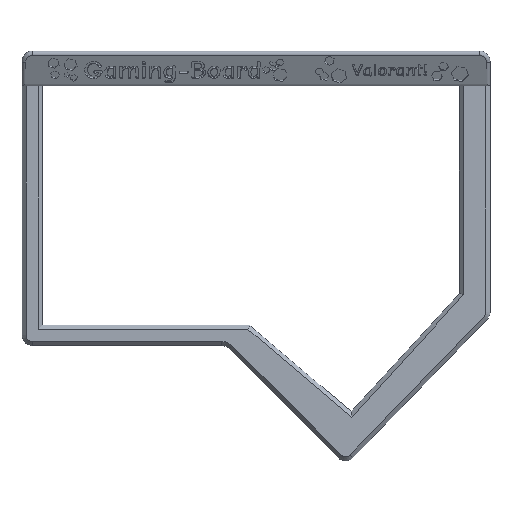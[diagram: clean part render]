
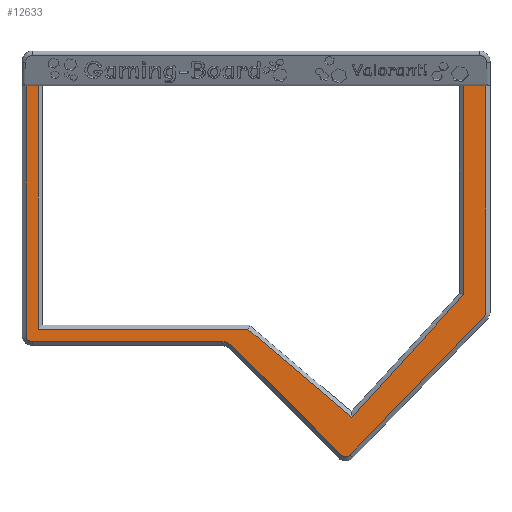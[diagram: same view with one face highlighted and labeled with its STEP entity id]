
A CAD part, front view. The second image highlights one B-rep face of the part: STEP entity #12633.
In plain terms, the highlighted planar face has unit normal (0, -1, 0).
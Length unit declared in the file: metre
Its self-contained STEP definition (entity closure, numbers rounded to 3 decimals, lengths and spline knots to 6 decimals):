
#1124=CIRCLE('',#13544,0.003);
#1125=CIRCLE('',#13545,0.003);
#1126=CIRCLE('',#13546,0.007);
#1127=CIRCLE('',#13547,0.003);
#1926=ORIENTED_EDGE('',*,*,#5908,.T.);
#1927=ORIENTED_EDGE('',*,*,#5909,.T.);
#1928=ORIENTED_EDGE('',*,*,#5910,.T.);
#1929=ORIENTED_EDGE('',*,*,#5911,.T.);
#1930=ORIENTED_EDGE('',*,*,#5912,.T.);
#1931=ORIENTED_EDGE('',*,*,#5913,.T.);
#1932=ORIENTED_EDGE('',*,*,#5914,.T.);
#1933=ORIENTED_EDGE('',*,*,#5915,.T.);
#1934=ORIENTED_EDGE('',*,*,#5916,.T.);
#1935=ORIENTED_EDGE('',*,*,#5917,.T.);
#1936=ORIENTED_EDGE('',*,*,#5918,.T.);
#1937=ORIENTED_EDGE('',*,*,#5919,.T.);
#1938=ORIENTED_EDGE('',*,*,#5920,.T.);
#1939=ORIENTED_EDGE('',*,*,#5921,.T.);
#1940=ORIENTED_EDGE('',*,*,#5922,.T.);
#1941=ORIENTED_EDGE('',*,*,#5923,.T.);
#5908=EDGE_CURVE('',#7899,#7900,#1124,.T.);
#5909=EDGE_CURVE('',#7900,#7901,#8857,.T.);
#5910=EDGE_CURVE('',#7901,#7902,#8858,.T.);
#5911=EDGE_CURVE('',#7902,#7903,#8859,.T.);
#5912=EDGE_CURVE('',#7903,#7904,#8860,.T.);
#5913=EDGE_CURVE('',#7904,#7905,#8861,.T.);
#5914=EDGE_CURVE('',#7905,#7906,#8862,.T.);
#5915=EDGE_CURVE('',#7906,#7907,#8863,.T.);
#5916=EDGE_CURVE('',#7907,#7908,#8864,.T.);
#5917=EDGE_CURVE('',#7908,#7909,#8865,.T.);
#5918=EDGE_CURVE('',#7909,#7910,#1125,.T.);
#5919=EDGE_CURVE('',#7910,#7911,#8866,.T.);
#5920=EDGE_CURVE('',#7911,#7912,#1126,.F.);
#5921=EDGE_CURVE('',#7912,#7913,#8867,.T.);
#5922=EDGE_CURVE('',#7913,#7914,#1127,.T.);
#5923=EDGE_CURVE('',#7914,#7899,#8868,.T.);
#7899=VERTEX_POINT('',#18686);
#7900=VERTEX_POINT('',#18687);
#7901=VERTEX_POINT('',#18689);
#7902=VERTEX_POINT('',#18691);
#7903=VERTEX_POINT('',#18693);
#7904=VERTEX_POINT('',#18695);
#7905=VERTEX_POINT('',#18697);
#7906=VERTEX_POINT('',#18699);
#7907=VERTEX_POINT('',#18701);
#7908=VERTEX_POINT('',#18703);
#7909=VERTEX_POINT('',#18705);
#7910=VERTEX_POINT('',#18707);
#7911=VERTEX_POINT('',#18709);
#7912=VERTEX_POINT('',#18711);
#7913=VERTEX_POINT('',#18713);
#7914=VERTEX_POINT('',#18715);
#8857=LINE('',#18688,#9934);
#8858=LINE('',#18690,#9935);
#8859=LINE('',#18692,#9936);
#8860=LINE('',#18694,#9937);
#8861=LINE('',#18696,#9938);
#8862=LINE('',#18698,#9939);
#8863=LINE('',#18700,#9940);
#8864=LINE('',#18702,#9941);
#8865=LINE('',#18704,#9942);
#8866=LINE('',#18708,#9943);
#8867=LINE('',#18712,#9944);
#8868=LINE('',#18716,#9945);
#9934=VECTOR('',#14833,1.);
#9935=VECTOR('',#14834,1.);
#9936=VECTOR('',#14835,1.);
#9937=VECTOR('',#14836,1.);
#9938=VECTOR('',#14837,1.);
#9939=VECTOR('',#14838,1.);
#9940=VECTOR('',#14839,1.);
#9941=VECTOR('',#14840,1.);
#9942=VECTOR('',#14841,1.);
#9943=VECTOR('',#14844,1.);
#9944=VECTOR('',#14847,1.);
#9945=VECTOR('',#14850,1.);
#10875=EDGE_LOOP('',(#1926,#1927,#1928,#1929,#1930,#1931,#1932,#1933,#1934,
#1935,#1936,#1937,#1938,#1939,#1940,#1941));
#11644=FACE_BOUND('',#10875,.T.);
#12374=PLANE('',#13543);
#12633=ADVANCED_FACE('',(#11644),#12374,.T.);
#13543=AXIS2_PLACEMENT_3D('',#18684,#14829,#14830);
#13544=AXIS2_PLACEMENT_3D('',#18685,#14831,#14832);
#13545=AXIS2_PLACEMENT_3D('',#18706,#14842,#14843);
#13546=AXIS2_PLACEMENT_3D('',#18710,#14845,#14846);
#13547=AXIS2_PLACEMENT_3D('',#18714,#14848,#14849);
#14829=DIRECTION('',(0.,-1.,0.));
#14830=DIRECTION('',(1.,0.,0.));
#14831=DIRECTION('',(0.,-1.,0.));
#14832=DIRECTION('',(0.,0.,-1.));
#14833=DIRECTION('',(0.,0.,1.));
#14834=DIRECTION('',(-1.,0.,0.));
#14835=DIRECTION('',(0.,0.,-1.));
#14836=DIRECTION('',(-0.676,0.,-0.737));
#14837=DIRECTION('',(-0.763,0.,0.647));
#14838=DIRECTION('',(-1.,0.,0.));
#14839=DIRECTION('',(0.,0.,1.));
#14840=DIRECTION('',(-1.,0.,0.));
#14841=DIRECTION('',(0.,0.,-1.));
#14842=DIRECTION('',(0.,-1.,0.));
#14843=DIRECTION('',(0.,0.,-1.));
#14844=DIRECTION('',(1.,0.,0.));
#14845=DIRECTION('',(0.,-1.,0.));
#14846=DIRECTION('',(0.,0.,-1.));
#14847=DIRECTION('',(0.707,0.,-0.707));
#14848=DIRECTION('',(0.,-1.,0.));
#14849=DIRECTION('',(0.,0.,-1.));
#14850=DIRECTION('',(0.696,0.,0.718));
#18684=CARTESIAN_POINT('',(-0.027415,-0.006,-0.004778));
#18685=CARTESIAN_POINT('',(0.082648,-0.006,-0.031357));
#18686=CARTESIAN_POINT('',(0.084803,-0.006,-0.033445));
#18687=CARTESIAN_POINT('',(0.085648,-0.006,-0.031357));
#18688=CARTESIAN_POINT('',(0.085648,-0.006,-0.004778));
#18689=CARTESIAN_POINT('',(0.085648,-0.006,0.080005));
#18690=CARTESIAN_POINT('',(0.087648,-0.006,0.080005));
#18691=CARTESIAN_POINT('',(0.074648,-0.006,0.080005));
#18692=CARTESIAN_POINT('',(0.074648,-0.006,-0.02209));
#18693=CARTESIAN_POINT('',(0.074648,-0.006,-0.022868));
#18694=CARTESIAN_POINT('',(0.020886,-0.006,-0.081532));
#18695=CARTESIAN_POINT('',(0.019586,-0.006,-0.08295));
#18696=CARTESIAN_POINT('',(-0.046322,-0.006,-0.027083));
#18697=CARTESIAN_POINT('',(-0.031368,-0.006,-0.039759));
#18698=CARTESIAN_POINT('',(-0.132477,-0.006,-0.039759));
#18699=CARTESIAN_POINT('',(-0.134477,-0.006,-0.039759));
#18700=CARTESIAN_POINT('',(-0.134477,-0.006,0.080005));
#18701=CARTESIAN_POINT('',(-0.134477,-0.006,0.080005));
#18702=CARTESIAN_POINT('',(0.087648,-0.006,0.080005));
#18703=CARTESIAN_POINT('',(-0.140477,-0.006,0.080005));
#18704=CARTESIAN_POINT('',(-0.140477,-0.006,-0.042759));
#18705=CARTESIAN_POINT('',(-0.140477,-0.006,-0.042759));
#18706=CARTESIAN_POINT('',(-0.137477,-0.006,-0.042759));
#18707=CARTESIAN_POINT('',(-0.137477,-0.006,-0.045759));
#18708=CARTESIAN_POINT('',(-0.044223,-0.006,-0.045759));
#18709=CARTESIAN_POINT('',(-0.044223,-0.006,-0.045759));
#18710=CARTESIAN_POINT('',(-0.044223,-0.006,-0.052759));
#18711=CARTESIAN_POINT('',(-0.039274,-0.006,-0.047809));
#18712=CARTESIAN_POINT('',(0.014533,-0.006,-0.101615));
#18713=CARTESIAN_POINT('',(0.014533,-0.006,-0.101615));
#18714=CARTESIAN_POINT('',(0.016654,-0.006,-0.099494));
#18715=CARTESIAN_POINT('',(0.018809,-0.006,-0.101581));
#18716=CARTESIAN_POINT('',(0.084803,-0.006,-0.033445));
